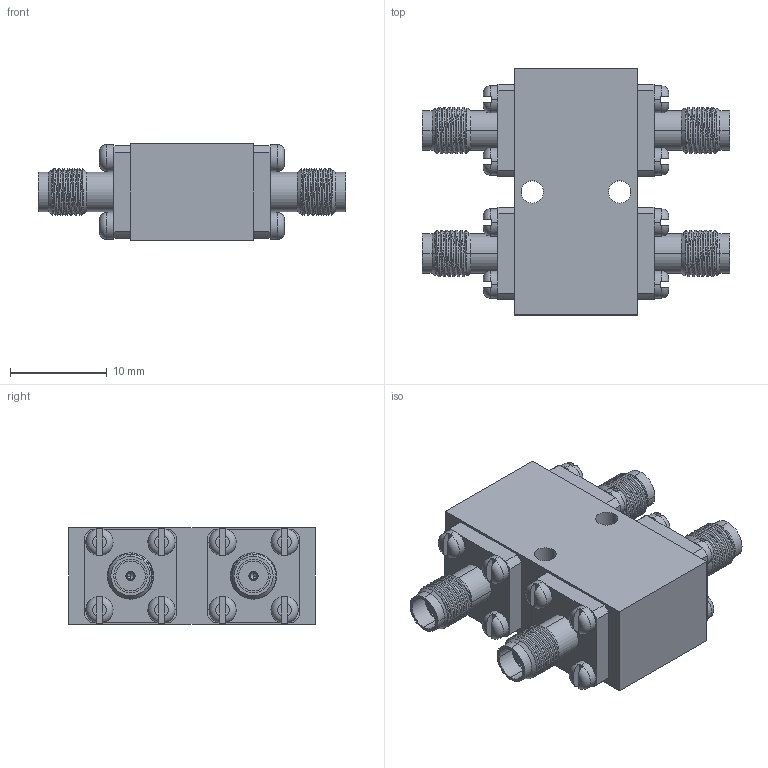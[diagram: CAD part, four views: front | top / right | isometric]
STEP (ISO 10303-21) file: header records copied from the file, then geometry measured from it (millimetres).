
FILE_DESCRIPTION (( 'STEP AP214' ), '1' );
FILE_NAME ('CZ-SS-AL-FI2.STEP', '2024-11-21T20:19:35', ( '' ), ( '' ), 'SwSTEP 2.0', 'SolidWorks 2021', '' );
FILE_SCHEMA (( 'AUTOMOTIVE_DESIGN' ));
Length unit declared in the file: millimetre
Products named in the file (1): CZ-SS-AL-FI2
Bounding box: 31.7 x 25.4 x 10 mm (x, y, z)
Volume: 4165.6 mm3; surface area: 2889.1 mm2
Topology: 1 solids, 17 shells, 526 faces, 1356 edges, 872 vertices
Faces by surface type: cylinder 236, plane 198, cone 52, torus 32, bspline 8
Entity records: 19316 total; most frequent: CARTESIAN_POINT 6805, ORIENTED_EDGE 2688, DIRECTION 2614, EDGE_CURVE 1344, AXIS2_PLACEMENT_3D 1027, VERTEX_POINT 872, LINE 560, VECTOR 560
